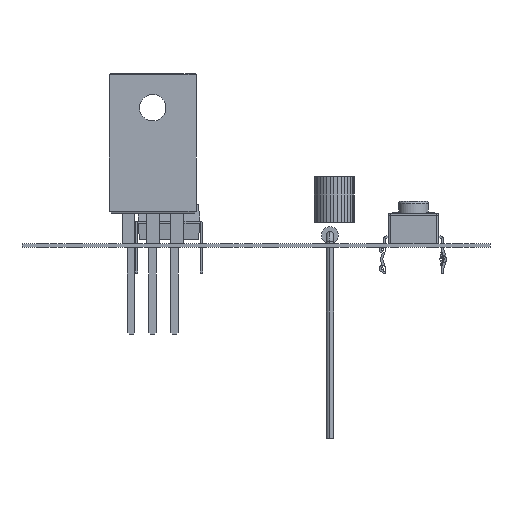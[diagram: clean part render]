
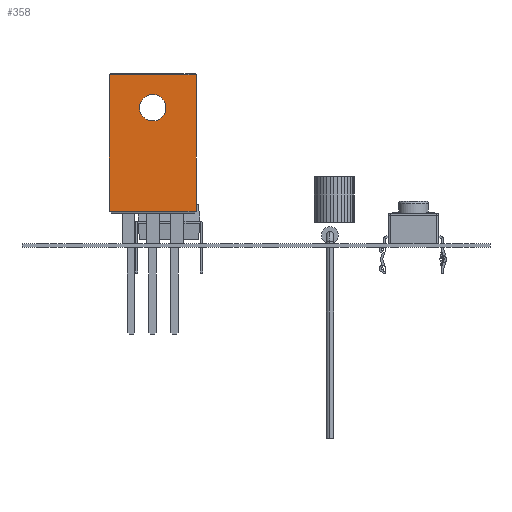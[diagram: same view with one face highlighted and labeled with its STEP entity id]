
A CAD part, front view. The second image highlights one B-rep face of the part: STEP entity #358.
In plain terms, the highlighted planar face has unit normal (0, -1, 0).
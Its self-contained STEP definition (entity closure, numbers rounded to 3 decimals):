
#64 = VERTEX_POINT('',#65);
#65 = CARTESIAN_POINT('',(13.807,5.596,16.
    ));
#73 = VERTEX_POINT('',#74);
#74 = CARTESIAN_POINT('',(16.907,5.596,16.
    ));
#80 = EDGE_CURVE('',#73,#64,#81,.T.);
#81 = CIRCLE('',#82,1.55);
#82 = AXIS2_PLACEMENT_3D('',#83,#84,#85);
#83 = CARTESIAN_POINT('',(15.357,5.596,16.
    ));
#84 = DIRECTION('',(0.,1.,0.));
#85 = DIRECTION('',(-1.,0.,0.));
#167 = VERTEX_POINT('',#168);
#168 = CARTESIAN_POINT('',(20.457,5.596,3.83
    ));
#174 = EDGE_CURVE('',#175,#167,#177,.T.);
#175 = VERTEX_POINT('',#176);
#176 = CARTESIAN_POINT('',(10.257,5.596,3.83
    ));
#177 = LINE('',#178,#179);
#178 = CARTESIAN_POINT('',(10.257,5.596,3.83
    ));
#179 = VECTOR('',#180,1.);
#180 = DIRECTION('',(1.,0.,0.));
#200 = VERTEX_POINT('',#201);
#201 = CARTESIAN_POINT('',(20.457,5.596,
    19.886));
#216 = VERTEX_POINT('',#217);
#217 = CARTESIAN_POINT('',(10.257,5.596,19.886
    ));
#223 = EDGE_CURVE('',#216,#200,#224,.T.);
#224 = LINE('',#225,#226);
#225 = CARTESIAN_POINT('',(10.257,5.596,19.886
    ));
#226 = VECTOR('',#227,1.);
#227 = DIRECTION('',(1.,0.,0.));
#358 = ADVANCED_FACE('',(#359,#369),#385,.F.);
#359 = FACE_BOUND('',#360,.T.);
#360 = EDGE_LOOP('',(#361,#368));
#361 = ORIENTED_EDGE('',*,*,#362,.T.);
#362 = EDGE_CURVE('',#64,#73,#363,.T.);
#363 = CIRCLE('',#364,1.55);
#364 = AXIS2_PLACEMENT_3D('',#365,#366,#367);
#365 = CARTESIAN_POINT('',(15.357,5.596,
    16.));
#366 = DIRECTION('',(0.,1.,0.));
#367 = DIRECTION('',(-1.,0.,0.));
#368 = ORIENTED_EDGE('',*,*,#80,.T.);
#369 = FACE_BOUND('',#370,.T.);
#370 = EDGE_LOOP('',(#371,#377,#378,#384));
#371 = ORIENTED_EDGE('',*,*,#372,.T.);
#372 = EDGE_CURVE('',#167,#200,#373,.T.);
#373 = LINE('',#374,#375);
#374 = CARTESIAN_POINT('',(20.457,5.596,3.83
    ));
#375 = VECTOR('',#376,1.);
#376 = DIRECTION('',(0.,0.,1.));
#377 = ORIENTED_EDGE('',*,*,#223,.F.);
#378 = ORIENTED_EDGE('',*,*,#379,.F.);
#379 = EDGE_CURVE('',#175,#216,#380,.T.);
#380 = LINE('',#381,#382);
#381 = CARTESIAN_POINT('',(10.257,5.596,3.83
    ));
#382 = VECTOR('',#383,1.);
#383 = DIRECTION('',(0.,0.,1.));
#384 = ORIENTED_EDGE('',*,*,#174,.T.);
#385 = PLANE('',#386);
#386 = AXIS2_PLACEMENT_3D('',#387,#388,#389);
#387 = CARTESIAN_POINT('',(10.257,5.596,3.83
    ));
#388 = DIRECTION('',(0.,1.,0.));
#389 = DIRECTION('',(-1.,0.,0.));
